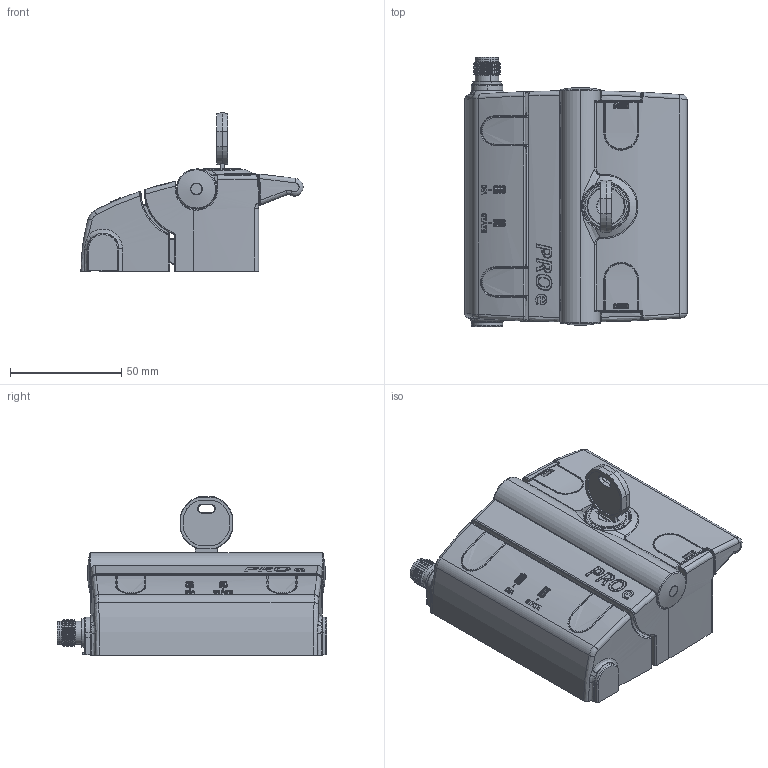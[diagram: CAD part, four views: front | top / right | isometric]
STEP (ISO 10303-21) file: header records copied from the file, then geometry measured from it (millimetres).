
FILE_DESCRIPTION (( 'STEP AP214' ), '1' );
FILE_NAME ('095740107xxARC-A4SR.STEP', '2013-05-23T09:07:21', ( 'User' ), ( '' ), 'SwSTEP 2.0', 'SolidWorks 2012', '' );
FILE_SCHEMA (( 'AUTOMOTIVE_DESIGN' ));
Length unit declared in the file: millimetre
Products named in the file (24): kt7865703_Standard; kt78657002_Standard; 0957401r03_geschlossen; 0957401-R05-2_Standard; 103235_EINBAUSTECKER KPL. 8-POL._montiert; 077808_EINBAUSTIFTDOSE M12-8 POL._eingebaut; E007931_STECKERSOCKEL M12_Status 20091217; 0957401r08_0957401r08; 0957401r21__095401r21; 0957401ubg02_AUF; 0957401r20_Standard; 0957401r13_Standard; 0957401r11_Standard; 0957401r09_Standard; 0957401ubg04_mit Anschlag + Schraube; 0957401r16_Standard; 0957401r14_0957401R14; 0957401r12_Standard; 0957401r10_0957401r10_mit_logo; 0957401ubg01_Kappen drin; kt78657001_kt78657001; 0957401r02_Standard; 0957401r01_0957401r01; 095740107xxARC-A4SR
Assembly tree (27 placements, depth 4):
  095740107xxARC-A4SR
    0957401ubg01_Kappen drin
      0957401r01_0957401r01
      0957401r02_Standard  x2
      kt78657001_kt78657001  x2
    0957401ubg02_AUF
      0957401r10_0957401r10_mit_logo
      0957401r12_Standard
      0957401ubg04_mit Anschlag + Schraube
        0957401r14_0957401R14
        0957401r16_Standard
      0957401r09_Standard
      0957401r11_Standard  x2
      0957401r13_Standard  x2
      0957401r20_Standard
    0957401r21__095401r21
    0957401r08_0957401r08
    0957401-R05-2_Standard
      E007931_STECKERSOCKEL M12_Status 20091217
      103235_EINBAUSTECKER KPL. 8-POL._montiert
        077808_EINBAUSTIFTDOSE M12-8 POL._eingebaut
    0957401r03_geschlossen
    kt78657002_Standard
    kt7865703_Standard
Bounding box: 99.99 x 121.02 x 71.23 mm (x, y, z)
Volume: 134035.4 mm3; surface area: 110014.9 mm2
Topology: 22 solids, 22 shells, 5047 faces, 12836 edges, 7677 vertices
Faces by surface type: plane 1757, cylinder 1316, bspline 1188, torus 479, sphere 160, cone 147
Entity records: 168415 total; most frequent: CARTESIAN_POINT 68745, ORIENTED_EDGE 21268, DIRECTION 17890, EDGE_CURVE 10634, AXIS2_PLACEMENT_3D 6647, VERTEX_POINT 6427, VECTOR 4596, LINE 4596
